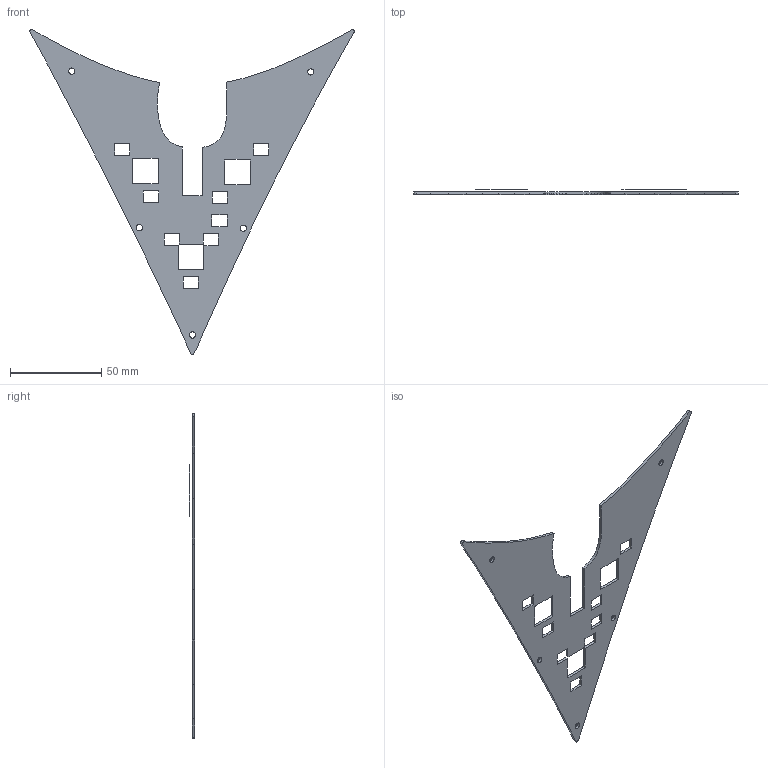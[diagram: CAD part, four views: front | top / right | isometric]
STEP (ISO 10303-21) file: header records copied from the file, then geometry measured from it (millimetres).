
FILE_DESCRIPTION(/* description */ (''),/* implementation_level */ '2;1');
FILE_NAME(/* name */ 'btwArch_Top.step',/* time_stamp */ '2025-06-25T19:11:11+02:00',/* author */ (''),/* organization */ (''),/* preprocessor_version */ 'ST-DEVELOPER v20.1',/* originating_system */ 'Autodesk Translation Framework v14.10.0.0',/* authorisation */ '');
FILE_SCHEMA (('AUTOMOTIVE_DESIGN { 1 0 10303 214 3 1 1 }'));
Length unit declared in the file: millimetre
Products named in the file (1): btwArch_Top
Bounding box: 177.67 x 3 x 178.02 mm (x, y, z)
Volume: 14314.8 mm3; surface area: 21299.2 mm2
Topology: 12 solids, 12 shells, 368 faces, 1032 edges, 688 vertices
Faces by surface type: plane 227, bspline 122, cylinder 19
Full cylindrical faces by diameter (mm): 3.4 x5
Entity records: 12948 total; most frequent: CARTESIAN_POINT 4163, ORIENTED_EDGE 2064, DIRECTION 1320, EDGE_CURVE 1032, LINE 750, VECTOR 750, VERTEX_POINT 688, EDGE_LOOP 404
